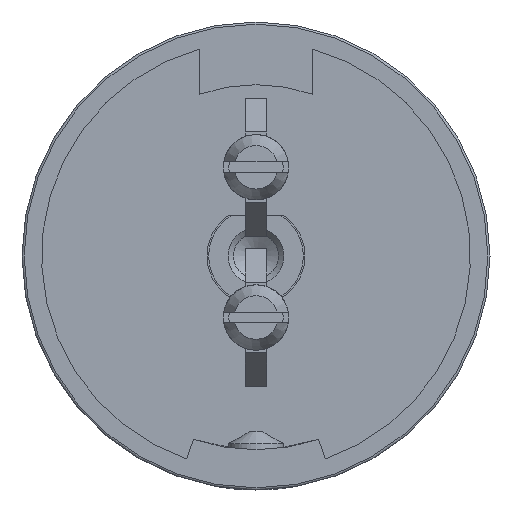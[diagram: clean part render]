
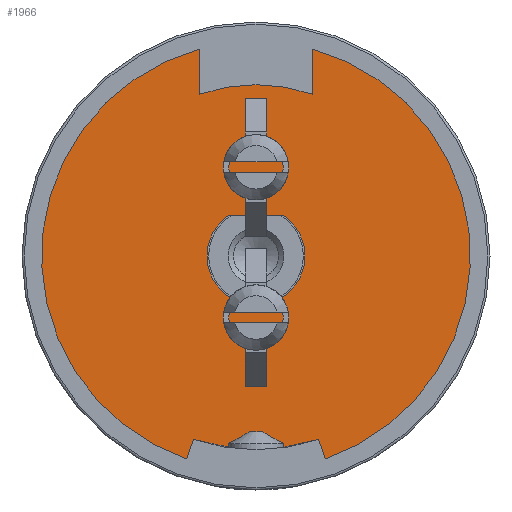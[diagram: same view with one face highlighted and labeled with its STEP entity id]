
A CAD part, left-side view. The second image highlights one B-rep face of the part: STEP entity #1966.
In plain terms, the highlighted planar face has unit normal (-1, 0, 0).
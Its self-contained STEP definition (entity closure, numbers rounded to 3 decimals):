
#93=PLANE('',#2102);
#155=LINE('',#2824,#271);
#160=LINE('',#2839,#276);
#168=LINE('',#2875,#284);
#169=LINE('',#2877,#285);
#172=LINE('',#2890,#288);
#173=LINE('',#2892,#289);
#271=VECTOR('',#2286,1000.);
#276=VECTOR('',#2299,1000.);
#284=VECTOR('',#2333,1000.);
#285=VECTOR('',#2336,1000.);
#288=VECTOR('',#2345,1000.);
#289=VECTOR('',#2348,1000.);
#387=CIRCLE('',#2078,17.8);
#388=CIRCLE('',#2081,4.5);
#390=CIRCLE('',#2085,4.5);
#397=CIRCLE('',#2095,19.7);
#398=CIRCLE('',#2099,19.7);
#399=CIRCLE('',#2103,17.433);
#516=ORIENTED_EDGE('',*,*,#933,.T.);
#517=ORIENTED_EDGE('',*,*,#941,.T.);
#518=ORIENTED_EDGE('',*,*,#934,.T.);
#519=ORIENTED_EDGE('',*,*,#938,.T.);
#520=ORIENTED_EDGE('',*,*,#939,.T.);
#521=ORIENTED_EDGE('',*,*,#905,.T.);
#522=ORIENTED_EDGE('',*,*,#940,.T.);
#523=ORIENTED_EDGE('',*,*,#930,.T.);
#524=ORIENTED_EDGE('',*,*,#913,.F.);
#525=ORIENTED_EDGE('',*,*,#916,.F.);
#526=ORIENTED_EDGE('',*,*,#918,.F.);
#527=ORIENTED_EDGE('',*,*,#909,.F.);
#905=EDGE_CURVE('',#1129,#1128,#387,.T.);
#909=EDGE_CURVE('',#1132,#1133,#155,.T.);
#913=EDGE_CURVE('',#1136,#1132,#388,.T.);
#916=EDGE_CURVE('',#1138,#1136,#160,.T.);
#918=EDGE_CURVE('',#1133,#1138,#390,.T.);
#930=EDGE_CURVE('',#1148,#1147,#397,.T.);
#933=EDGE_CURVE('',#1147,#1149,#168,.T.);
#934=EDGE_CURVE('',#1150,#1151,#169,.T.);
#938=EDGE_CURVE('',#1151,#1152,#398,.T.);
#939=EDGE_CURVE('',#1152,#1129,#172,.T.);
#940=EDGE_CURVE('',#1128,#1148,#173,.T.);
#941=EDGE_CURVE('',#1149,#1150,#399,.T.);
#1128=VERTEX_POINT('',#2804);
#1129=VERTEX_POINT('',#2806);
#1132=VERTEX_POINT('',#2823);
#1133=VERTEX_POINT('',#2825);
#1136=VERTEX_POINT('',#2832);
#1138=VERTEX_POINT('',#2838);
#1147=VERTEX_POINT('',#2865);
#1148=VERTEX_POINT('',#2867);
#1149=VERTEX_POINT('',#2874);
#1150=VERTEX_POINT('',#2878);
#1151=VERTEX_POINT('',#2879);
#1152=VERTEX_POINT('',#2887);
#1314=EDGE_LOOP('',(#516,#517,#518,#519,#520,#521,#522,#523));
#1315=EDGE_LOOP('',(#524,#525,#526,#527));
#1456=FACE_BOUND('',#1314,.T.);
#1457=FACE_BOUND('',#1315,.T.);
#1966=ADVANCED_FACE('',(#1456,#1457),#93,.T.);
#2078=AXIS2_PLACEMENT_3D('',#2805,#2280,#2281);
#2081=AXIS2_PLACEMENT_3D('',#2833,#2292,#2293);
#2085=AXIS2_PLACEMENT_3D('',#2842,#2303,#2304);
#2095=AXIS2_PLACEMENT_3D('',#2866,#2328,#2329);
#2099=AXIS2_PLACEMENT_3D('',#2888,#2341,#2342);
#2102=AXIS2_PLACEMENT_3D('',#2893,#2349,#2350);
#2103=AXIS2_PLACEMENT_3D('',#2894,#2351,#2352);
#2280=DIRECTION('',(-1.,0.,0.));
#2281=DIRECTION('',(0.,-1.,0.));
#2286=DIRECTION('',(0.,1.,0.));
#2292=DIRECTION('',(-1.,0.,0.));
#2293=DIRECTION('',(0.,0.,1.));
#2299=DIRECTION('',(0.,-1.,0.));
#2303=DIRECTION('',(-1.,0.,0.));
#2304=DIRECTION('',(0.,0.,1.));
#2328=DIRECTION('',(-1.,0.,0.));
#2329=DIRECTION('',(0.,1.,0.));
#2333=DIRECTION('',(0.,0.,-1.));
#2336=DIRECTION('',(0.,0.,1.));
#2341=DIRECTION('',(-1.,0.,0.));
#2342=DIRECTION('',(0.,-1.,0.));
#2345=DIRECTION('',(0.,-0.323,0.946));
#2348=DIRECTION('',(0.,-0.323,-0.946));
#2349=DIRECTION('',(-1.,0.,0.));
#2350=DIRECTION('',(0.,0.,1.));
#2351=DIRECTION('',(-1.,0.,0.));
#2352=DIRECTION('',(0.,0.,1.));
#2804=CARTESIAN_POINT('',(9.6,-5.75,-16.846));
#2805=CARTESIAN_POINT('',(9.6,0.,0.));
#2806=CARTESIAN_POINT('',(9.6,5.75,-16.846));
#2823=CARTESIAN_POINT('',(9.6,-2.487,3.75));
#2824=CARTESIAN_POINT('',(9.6,2.487,3.75));
#2825=CARTESIAN_POINT('',(9.6,2.487,3.75));
#2832=CARTESIAN_POINT('',(9.6,-2.487,-3.75));
#2833=CARTESIAN_POINT('',(9.6,0.,0.));
#2838=CARTESIAN_POINT('',(9.6,2.487,-3.75));
#2839=CARTESIAN_POINT('',(9.6,-2.487,-3.75));
#2842=CARTESIAN_POINT('',(9.6,0.,0.));
#2865=CARTESIAN_POINT('',(9.6,-5.175,19.008));
#2866=CARTESIAN_POINT('',(9.6,0.,0.));
#2867=CARTESIAN_POINT('',(9.6,-6.364,-18.644));
#2874=CARTESIAN_POINT('',(9.6,-5.175,16.647));
#2875=CARTESIAN_POINT('',(9.6,-5.175,19.008));
#2877=CARTESIAN_POINT('',(9.6,5.175,14.823));
#2878=CARTESIAN_POINT('',(9.6,5.175,16.647));
#2879=CARTESIAN_POINT('',(9.6,5.175,19.008));
#2887=CARTESIAN_POINT('',(9.6,6.364,-18.644));
#2888=CARTESIAN_POINT('',(9.6,0.,0.));
#2890=CARTESIAN_POINT('',(9.6,5.75,-16.846));
#2892=CARTESIAN_POINT('',(9.6,-5.75,-16.846));
#2893=CARTESIAN_POINT('',(9.6,0.,0.));
#2894=CARTESIAN_POINT('',(9.6,0.,0.));
